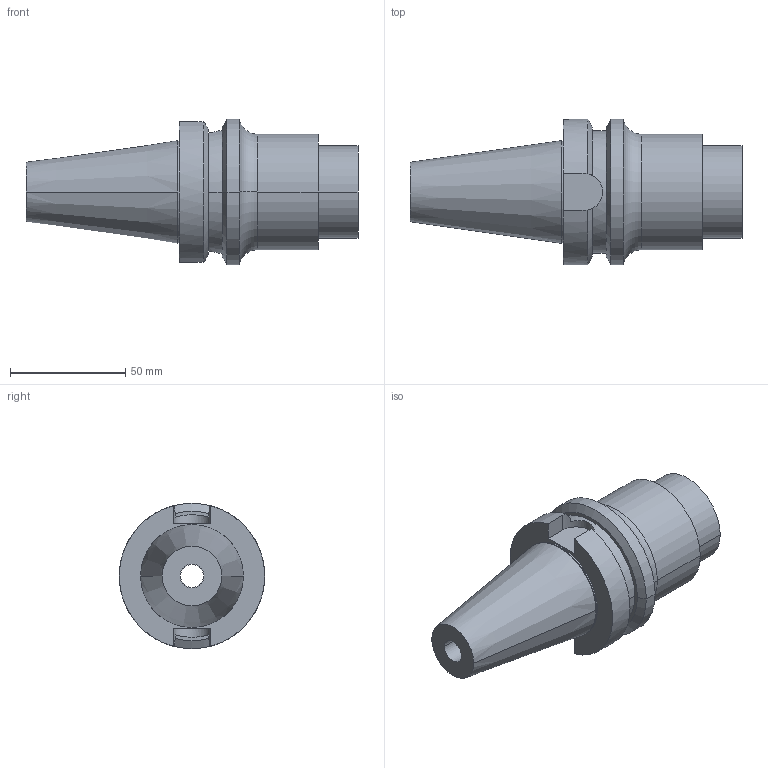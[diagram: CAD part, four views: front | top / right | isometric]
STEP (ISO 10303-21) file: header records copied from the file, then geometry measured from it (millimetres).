
FILE_DESCRIPTION((''),'2;1');
FILE_NAME('8452512400','2021-05-31T08:36:39',('thiemer'),(''),'CREO PARAMETRIC BY PTC INC, 2020053','CREO PARAMETRIC BY PTC INC, 2020053','');
FILE_SCHEMA(('AP242_MANAGED_MODEL_BASED_3D_ENGINEERING_MIM_LF { 1 0 10303 442 1 1 4 }'));
Length unit declared in the file: millimetre
Products named in the file (1): 8452512400
Bounding box: 143.74 x 63 x 63 mm (x, y, z)
Volume: 201131.1 mm3; surface area: 31662.2 mm2
Topology: 1 solids, 1 shells, 46 faces, 106 edges, 68 vertices
Faces by surface type: cylinder 18, plane 16, cone 10, torus 2
Entity records: 2105 total; most frequent: CARTESIAN_POINT 319, DIRECTION 282, ORIENTED_EDGE 212, PRESENTATION_STYLE_ASSIGNMENT 123, STYLED_ITEM 123, CURVE_STYLE 122, AXIS2_PLACEMENT_3D 113, EDGE_CURVE 106
